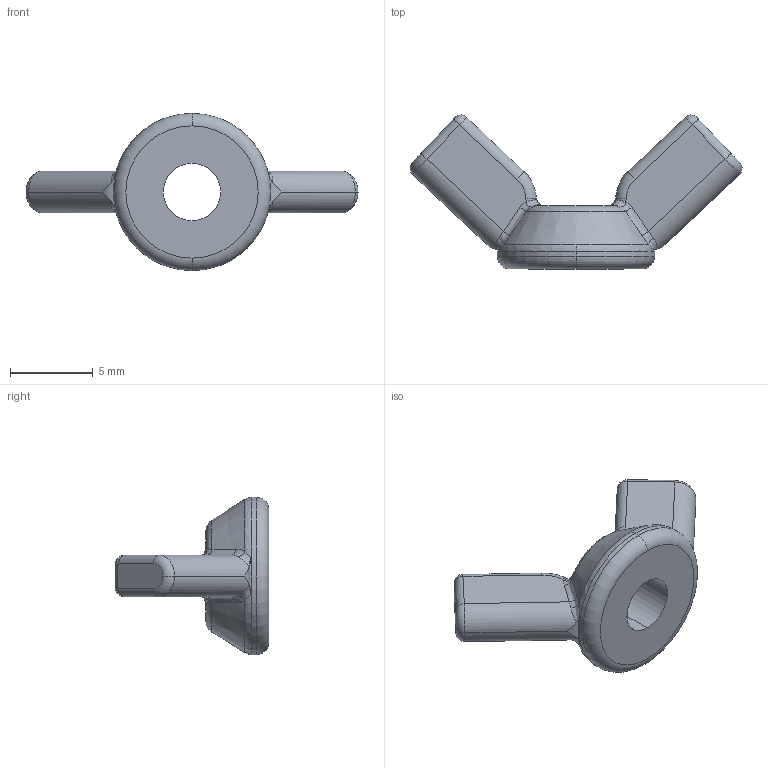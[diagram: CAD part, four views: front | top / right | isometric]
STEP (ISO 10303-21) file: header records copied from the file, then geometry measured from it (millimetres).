
FILE_DESCRIPTION (( 'STEP AP214' ), '1' );
FILE_NAME ('User Library-Wing Nut 6-32.STEP', '2010-07-18T16:34:18', ( 'sysAdmin' ), ( 'SolidWorks' ), 'SwSTEP 2.0', 'SolidWorks 2010', '' );
FILE_SCHEMA (( 'AUTOMOTIVE_DESIGN' ));
Length unit declared in the file: inch
Products named in the file (1): User Library-Wing Nut  6-32
Bounding box: 20.09 x 9.31 x 9.53 mm (x, y, z)
Volume: 333.3 mm3; surface area: 408.4 mm2
Topology: 1 solids, 1 shells, 80 faces, 190 edges, 112 vertices
Faces by surface type: cylinder 24, torus 23, bspline 20, plane 10, cone 3
Entity records: 4002 total; most frequent: CARTESIAN_POINT 2220, ORIENTED_EDGE 380, DIRECTION 349, EDGE_CURVE 190, AXIS2_PLACEMENT_3D 156, VERTEX_POINT 112, CIRCLE 95, EDGE_LOOP 82
